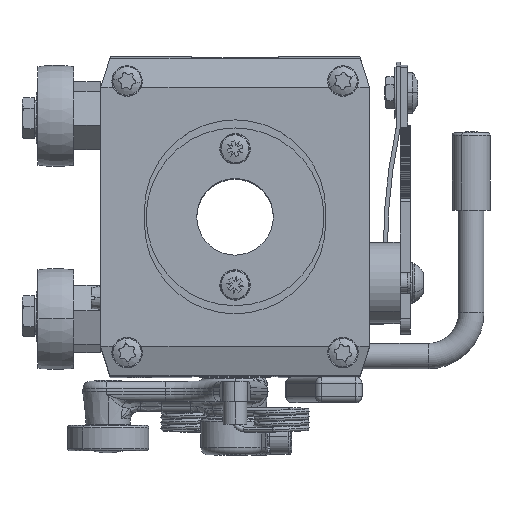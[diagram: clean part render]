
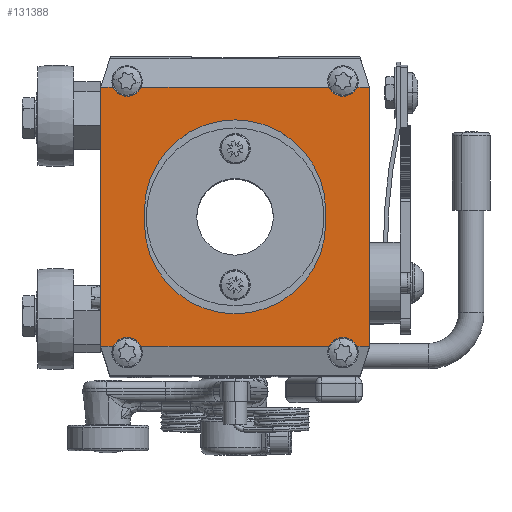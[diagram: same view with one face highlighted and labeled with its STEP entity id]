
A CAD part, top view. The second image highlights one B-rep face of the part: STEP entity #131388.
In plain terms, the highlighted planar face has unit normal (0, 0, 1).
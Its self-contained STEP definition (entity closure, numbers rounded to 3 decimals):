
#999 = CARTESIAN_POINT ( 'NONE',  ( -26.5, -25.5, 48.5 ) ) ;
#1798 = CARTESIAN_POINT ( 'NONE',  ( 26.5, -25.5, 48.5 ) ) ;
#2105 = EDGE_CURVE ( 'NONE', #155351, #57198, #84529, .T. ) ;
#3390 = ORIENTED_EDGE ( 'NONE', *, *, #114222, .T. ) ;
#4049 = CARTESIAN_POINT ( 'NONE',  ( 17.85, -1.25, 48.5 ) ) ;
#5090 = LINE ( 'NONE', #19347, #154984 ) ;
#7400 = EDGE_CURVE ( 'NONE', #101791, #97751, #32665, .T. ) ;
#7664 = DIRECTION ( 'NONE',  ( 0., 0., 1. ) ) ;
#8490 = VERTEX_POINT ( 'NONE', #21505 ) ;
#9466 = DIRECTION ( 'NONE',  ( -1., 0., 0. ) ) ;
#9584 = EDGE_CURVE ( 'NONE', #82182, #8490, #48126, .T. ) ;
#9924 = ORIENTED_EDGE ( 'NONE', *, *, #133318, .F. ) ;
#10921 = ORIENTED_EDGE ( 'NONE', *, *, #98761, .F. ) ;
#11825 = DIRECTION ( 'NONE',  ( 1., 0., 0. ) ) ;
#12369 = EDGE_CURVE ( 'NONE', #38526, #88810, #100054, .T. ) ;
#18458 = DIRECTION ( 'NONE',  ( 1., 0., 0. ) ) ;
#19347 = CARTESIAN_POINT ( 'NONE',  ( -17.85, 1.25, 48.5 ) ) ;
#20007 = DIRECTION ( 'NONE',  ( 0., 1., 0. ) ) ;
#20614 = CARTESIAN_POINT ( 'NONE',  ( -26.5, -25.5, 48.5 ) ) ;
#21426 = DIRECTION ( 'NONE',  ( 1., 0., 0. ) ) ;
#21429 = CARTESIAN_POINT ( 'NONE',  ( 18.523, -25.5, 48.5 ) ) ;
#21505 = CARTESIAN_POINT ( 'NONE',  ( 23.977, -25.5, 48.5 ) ) ;
#22078 = ORIENTED_EDGE ( 'NONE', *, *, #92249, .F. ) ;
#26762 = VECTOR ( 'NONE', #83390, 1000. ) ;
#32665 = LINE ( 'NONE', #83928, #64444 ) ;
#33073 = CARTESIAN_POINT ( 'NONE',  ( 23.977, 25.5, 48.5 ) ) ;
#34275 = AXIS2_PLACEMENT_3D ( 'NONE', #73660, #124711, #49213 ) ;
#34722 = CARTESIAN_POINT ( 'NONE',  ( -26.5, -25.5, 48.5 ) ) ;
#37606 = DIRECTION ( 'NONE',  ( 1., 0., 0. ) ) ;
#38526 = VERTEX_POINT ( 'NONE', #33073 ) ;
#41861 = VERTEX_POINT ( 'NONE', #58460 ) ;
#47330 = CARTESIAN_POINT ( 'NONE',  ( -26.5, 25.5, 48.5 ) ) ;
#48104 = DIRECTION ( 'NONE',  ( 1., 0., 0. ) ) ;
#48126 = LINE ( 'NONE', #34722, #59024 ) ;
#48179 = CIRCLE ( 'NONE', #93886, 3. ) ;
#48388 = FACE_OUTER_BOUND ( 'NONE', #75380, .T. ) ;
#48632 = DIRECTION ( 'NONE',  ( 1., 0., 0. ) ) ;
#49213 = DIRECTION ( 'NONE',  ( 1., 0., 0. ) ) ;
#49536 = ORIENTED_EDGE ( 'NONE', *, *, #60483, .F. ) ;
#51138 = CARTESIAN_POINT ( 'NONE',  ( -17.85, -1.25, 48.5 ) ) ;
#51231 = ORIENTED_EDGE ( 'NONE', *, *, #125931, .F. ) ;
#55492 = VERTEX_POINT ( 'NONE', #63821 ) ;
#56741 = CARTESIAN_POINT ( 'NONE',  ( 26.5, 25.5, 48.5 ) ) ;
#57062 = CARTESIAN_POINT ( 'NONE',  ( -23.977, -25.5, 48.5 ) ) ;
#57198 = VERTEX_POINT ( 'NONE', #57062 ) ;
#57618 = CARTESIAN_POINT ( 'NONE',  ( -18.523, 25.5, 48.5 ) ) ;
#58460 = CARTESIAN_POINT ( 'NONE',  ( -18.523, -25.5, 48.5 ) ) ;
#59024 = VECTOR ( 'NONE', #86770, 1000. ) ;
#59984 = DIRECTION ( 'NONE',  ( 1., 0., 0. ) ) ;
#60483 = EDGE_CURVE ( 'NONE', #134151, #55492, #147900, .T. ) ;
#60853 = VECTOR ( 'NONE', #48104, 1000. ) ;
#60898 = ORIENTED_EDGE ( 'NONE', *, *, #2105, .T. ) ;
#61441 = LINE ( 'NONE', #99976, #129308 ) ;
#61866 = FACE_BOUND ( 'NONE', #121707, .T. ) ;
#62202 = CARTESIAN_POINT ( 'NONE',  ( -21.25, -26.75, 48.5 ) ) ;
#62535 = ORIENTED_EDGE ( 'NONE', *, *, #12369, .F. ) ;
#62665 = PLANE ( 'NONE',  #34275 ) ;
#63821 = CARTESIAN_POINT ( 'NONE',  ( 18.523, 25.5, 48.5 ) ) ;
#64444 = VECTOR ( 'NONE', #20007, 1000. ) ;
#68992 = ORIENTED_EDGE ( 'NONE', *, *, #106399, .F. ) ;
#72164 = CARTESIAN_POINT ( 'NONE',  ( 17.85, 1.25, 48.5 ) ) ;
#73422 = AXIS2_PLACEMENT_3D ( 'NONE', #162203, #111092, #59984 ) ;
#73660 = CARTESIAN_POINT ( 'NONE',  ( -26.5, -31.25, 48.5 ) ) ;
#75310 = CIRCLE ( 'NONE', #155471, 17.85 ) ;
#75380 = EDGE_LOOP ( 'NONE', ( #83134, #160413, #3390, #62535, #99212, #49536, #22078, #10921, #146637, #60898, #93618, #51231 ) ) ;
#76399 = VECTOR ( 'NONE', #11825, 1000. ) ;
#79547 = VECTOR ( 'NONE', #143347, 1000. ) ;
#82182 = VERTEX_POINT ( 'NONE', #1798 ) ;
#82479 = DIRECTION ( 'NONE',  ( 0., -1., 0. ) ) ;
#83134 = ORIENTED_EDGE ( 'NONE', *, *, #96060, .F. ) ;
#83151 = AXIS2_PLACEMENT_3D ( 'NONE', #133429, #157753, #18458 ) ;
#83390 = DIRECTION ( 'NONE',  ( 0., -1., 0. ) ) ;
#83928 = CARTESIAN_POINT ( 'NONE',  ( 17.85, 1.25, 48.5 ) ) ;
#84529 = LINE ( 'NONE', #20614, #155255 ) ;
#86008 = LINE ( 'NONE', #124511, #91144 ) ;
#86770 = DIRECTION ( 'NONE',  ( -1., 0., 0. ) ) ;
#88126 = CARTESIAN_POINT ( 'NONE',  ( 21.25, -26.75, 48.5 ) ) ;
#88810 = VERTEX_POINT ( 'NONE', #56741 ) ;
#91144 = VECTOR ( 'NONE', #9466, 1000. ) ;
#91436 = LINE ( 'NONE', #104816, #79547 ) ;
#92038 = EDGE_CURVE ( 'NONE', #92300, #155351, #146200, .T. ) ;
#92233 = CIRCLE ( 'NONE', #73422, 17.85 ) ;
#92249 = EDGE_CURVE ( 'NONE', #147707, #134151, #109874, .T. ) ;
#92300 = VERTEX_POINT ( 'NONE', #163518 ) ;
#93618 = ORIENTED_EDGE ( 'NONE', *, *, #164135, .F. ) ;
#93733 = VERTEX_POINT ( 'NONE', #21429 ) ;
#93886 = AXIS2_PLACEMENT_3D ( 'NONE', #88126, #101513, #48632 ) ;
#94794 = EDGE_CURVE ( 'NONE', #97751, #98917, #92233, .T. ) ;
#95321 = CIRCLE ( 'NONE', #164935, 3. ) ;
#96060 = EDGE_CURVE ( 'NONE', #8490, #93733, #48179, .T. ) ;
#97751 = VERTEX_POINT ( 'NONE', #72164 ) ;
#98402 = DIRECTION ( 'NONE',  ( 1., 0., 0. ) ) ;
#98761 = EDGE_CURVE ( 'NONE', #92300, #147707, #61441, .T. ) ;
#98917 = VERTEX_POINT ( 'NONE', #105771 ) ;
#99057 = ORIENTED_EDGE ( 'NONE', *, *, #7400, .F. ) ;
#99212 = ORIENTED_EDGE ( 'NONE', *, *, #107536, .F. ) ;
#99976 = CARTESIAN_POINT ( 'NONE',  ( -26.5, 25.5, 48.5 ) ) ;
#100054 = LINE ( 'NONE', #126821, #76399 ) ;
#101513 = DIRECTION ( 'NONE',  ( 0., 0., 1. ) ) ;
#101791 = VERTEX_POINT ( 'NONE', #4049 ) ;
#104816 = CARTESIAN_POINT ( 'NONE',  ( 26.5, -25.5, 48.5 ) ) ;
#105771 = CARTESIAN_POINT ( 'NONE',  ( -17.85, 1.25, 48.5 ) ) ;
#106399 = EDGE_CURVE ( 'NONE', #98917, #118594, #5090, .T. ) ;
#107536 = EDGE_CURVE ( 'NONE', #55492, #38526, #139090, .T. ) ;
#109874 = CIRCLE ( 'NONE', #83151, 3. ) ;
#111092 = DIRECTION ( 'NONE',  ( 0., 0., 1. ) ) ;
#113042 = ORIENTED_EDGE ( 'NONE', *, *, #94794, .F. ) ;
#114222 = EDGE_CURVE ( 'NONE', #82182, #88810, #91436, .T. ) ;
#118594 = VERTEX_POINT ( 'NONE', #51138 ) ;
#121533 = CARTESIAN_POINT ( 'NONE',  ( -23.977, 25.5, 48.5 ) ) ;
#121707 = EDGE_LOOP ( 'NONE', ( #9924, #68992, #113042, #99057 ) ) ;
#124511 = CARTESIAN_POINT ( 'NONE',  ( -26.5, -25.5, 48.5 ) ) ;
#124711 = DIRECTION ( 'NONE',  ( 0., 0., 1. ) ) ;
#125931 = EDGE_CURVE ( 'NONE', #93733, #41861, #86008, .T. ) ;
#126821 = CARTESIAN_POINT ( 'NONE',  ( -26.5, 25.5, 48.5 ) ) ;
#129308 = VECTOR ( 'NONE', #151032, 1000. ) ;
#131388 = ADVANCED_FACE ( 'NONE', ( #48388, #61866 ), #62665, .T. ) ;
#132826 = CARTESIAN_POINT ( 'NONE',  ( -26.5, 25.5, 48.5 ) ) ;
#133318 = EDGE_CURVE ( 'NONE', #118594, #101791, #75310, .T. ) ;
#133429 = CARTESIAN_POINT ( 'NONE',  ( -21.25, 26.75, 48.5 ) ) ;
#134151 = VERTEX_POINT ( 'NONE', #57618 ) ;
#136005 = DIRECTION ( 'NONE',  ( 1., 0., 0. ) ) ;
#137791 = CARTESIAN_POINT ( 'NONE',  ( 0., -1.25, 48.5 ) ) ;
#139090 = CIRCLE ( 'NONE', #141874, 3. ) ;
#140831 = CARTESIAN_POINT ( 'NONE',  ( 21.25, 26.75, 48.5 ) ) ;
#141650 = DIRECTION ( 'NONE',  ( 0., 0., 1. ) ) ;
#141874 = AXIS2_PLACEMENT_3D ( 'NONE', #140831, #141650, #37606 ) ;
#143347 = DIRECTION ( 'NONE',  ( 0., 1., 0. ) ) ;
#146200 = LINE ( 'NONE', #132826, #26762 ) ;
#146637 = ORIENTED_EDGE ( 'NONE', *, *, #92038, .T. ) ;
#147707 = VERTEX_POINT ( 'NONE', #121533 ) ;
#147900 = LINE ( 'NONE', #47330, #60853 ) ;
#150165 = DIRECTION ( 'NONE',  ( 0., 0., 1. ) ) ;
#151032 = DIRECTION ( 'NONE',  ( 1., 0., 0. ) ) ;
#154984 = VECTOR ( 'NONE', #82479, 1000. ) ;
#155255 = VECTOR ( 'NONE', #21426, 1000. ) ;
#155351 = VERTEX_POINT ( 'NONE', #999 ) ;
#155471 = AXIS2_PLACEMENT_3D ( 'NONE', #137791, #7664, #98402 ) ;
#157753 = DIRECTION ( 'NONE',  ( 0., 0., 1. ) ) ;
#160413 = ORIENTED_EDGE ( 'NONE', *, *, #9584, .F. ) ;
#162203 = CARTESIAN_POINT ( 'NONE',  ( 0., 1.25, 48.5 ) ) ;
#163518 = CARTESIAN_POINT ( 'NONE',  ( -26.5, 25.5, 48.5 ) ) ;
#164135 = EDGE_CURVE ( 'NONE', #41861, #57198, #95321, .T. ) ;
#164935 = AXIS2_PLACEMENT_3D ( 'NONE', #62202, #150165, #136005 ) ;
